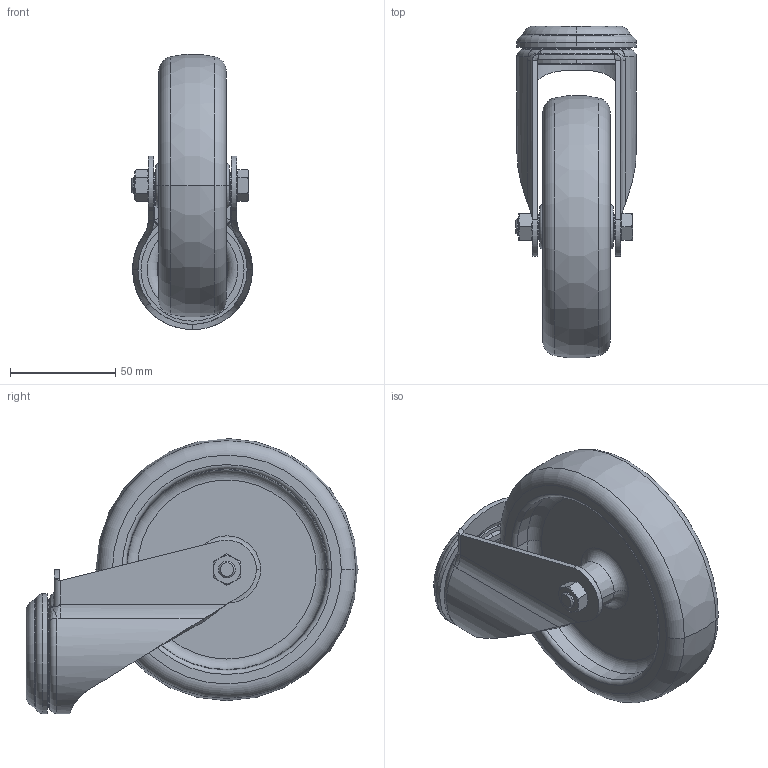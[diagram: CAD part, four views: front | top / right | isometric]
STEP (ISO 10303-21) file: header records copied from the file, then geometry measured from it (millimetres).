
FILE_DESCRIPTION (( 'STEP AP214' ), '1' );
FILE_NAME ('LKRA-TPA_126G_438564-214.step', '2012-10-13T14:33:01', ( 'Matthias Senn' ), ( 'Blickle Räder+Rollen' ), 'SwSTEP 2.0', 'SolidWorks 2010', '' );
FILE_SCHEMA (( 'AUTOMOTIVE_DESIGN' ));
Length unit declared in the file: millimetre
Products named in the file (4): TPA-G_G15_TPA_126_12G; GH-LKRA125_G15; AM_LKRA_12x37_G_G15; LKRA-TPA_126G_438564-214
Assembly tree (3 placements, depth 2):
  LKRA-TPA_126G_438564-214
    AM_LKRA_12x37_G_G15
    GH-LKRA125_G15
    TPA-G_G15_TPA_126_12G
Bounding box: 57.5 x 157.86 x 130.86 mm (x, y, z)
Volume: 260346.9 mm3; surface area: 73142.7 mm2
Topology: 3 solids, 3 shells, 697 faces, 1788 edges, 1159 vertices
Faces by surface type: plane 382, bspline 171, cone 61, torus 51, cylinder 32
Entity records: 51546 total; most frequent: CARTESIAN_POINT 28012, ORIENTED_EDGE 3576, DIRECTION 2637, EDGE_CURVE 1788, VERTEX_POINT 1159, VECTOR 1111, LINE 1111, AXIS2_PLACEMENT_3D 763
